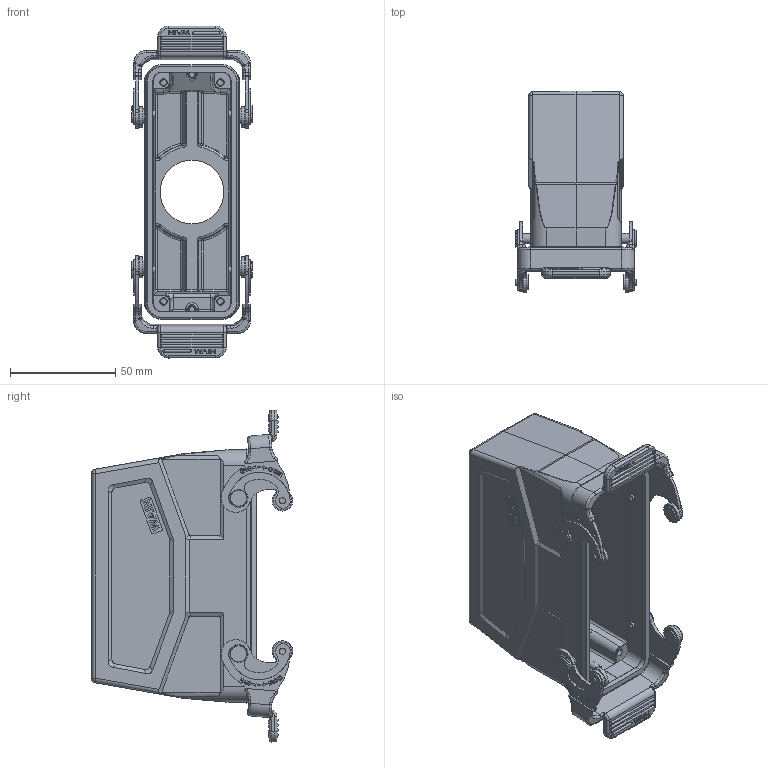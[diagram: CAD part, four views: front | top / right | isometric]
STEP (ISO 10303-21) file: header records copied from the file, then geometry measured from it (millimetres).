
FILE_DESCRIPTION(/* description */ (''),/* implementation_level */ '2;1');
FILE_NAME(/* name */ '3D_1121247415011_W24B-MCCTH-2L_SC-PG21_V1.0_stp.stp',/* time_stamp */ '2024-03-20T14:20:49+08:00',/* author */ (''),/* organization */ (''),/* preprocessor_version */ 'ST-DEVELOPER v18.1',/* originating_system */ 'SIEMENS PLM Software NX 1980',/* authorisation */ '');
FILE_SCHEMA (('AUTOMOTIVE_DESIGN { 1 0 10303 214 3 1 1 1 }'));
Products named in the file (1): 3D_1121247415011_W24B-MCCTH-2L_SC-PG21_V1.0_stp
Bounding box: 57.5 x 95.73 x 157.8 mm (x, y, z)
Volume: 115957 mm3; surface area: 68199.6 mm2
Topology: 1 solids, 2 shells, 1655 faces, 4143 edges, 2641 vertices
Faces by surface type: plane 837, cylinder 443, bspline 108, torus 93, extrusion 78, sphere 55, cone 39, revolution 2
Full cylindrical faces by diameter (mm): 1.9 x4, 2.7 x4, 2.95 x10, 3 x4, 3.5 x4, 4.8 x4, 4.907 x4, 5 x8, 7 x4, 8 x4, 9.8 x4, 30.4 x1
Entity records: 61122 total; most frequent: CARTESIAN_POINT 15591, ORIENTED_EDGE 8018, DIRECTION 7644, EDGE_CURVE 4009, AXIS2_PLACEMENT_3D 2618, VERTEX_POINT 2599, VECTOR 2406, LINE 2328
